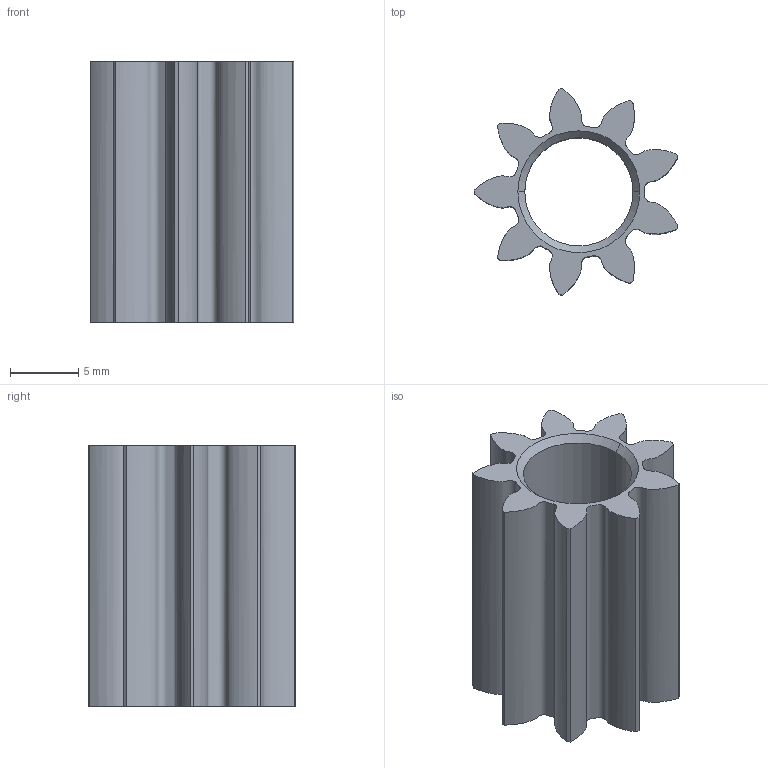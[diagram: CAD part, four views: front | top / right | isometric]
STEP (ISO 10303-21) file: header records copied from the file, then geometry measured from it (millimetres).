
FILE_DESCRIPTION (( 'STEP AP214' ), '1' );
FILE_NAME ('217-6335-001 Rev1.STEP', '2018-05-22T20:42:27', ( '' ), ( '' ), 'SwSTEP 2.0', 'SolidWorks 2017', '' );
FILE_SCHEMA (( 'AUTOMOTIVE_DESIGN' ));
Length unit declared in the file: millimetre
Products named in the file (1): 217-6335-001 Rev1
Bounding box: 14.87 x 15.1 x 19.05 mm (x, y, z)
Volume: 1349.4 mm3; surface area: 1924.5 mm2
Topology: 1 solids, 1 shells, 26 faces, 68 edges, 44 vertices
Faces by surface type: cylinder 11, bspline 9, cone 4, plane 2
Entity records: 4030 total; most frequent: CARTESIAN_POINT 3388, ORIENTED_EDGE 136, DIRECTION 112, EDGE_CURVE 68, VERTEX_POINT 44, AXIS2_PLACEMENT_3D 44, EDGE_LOOP 28, ADVANCED_FACE 26
